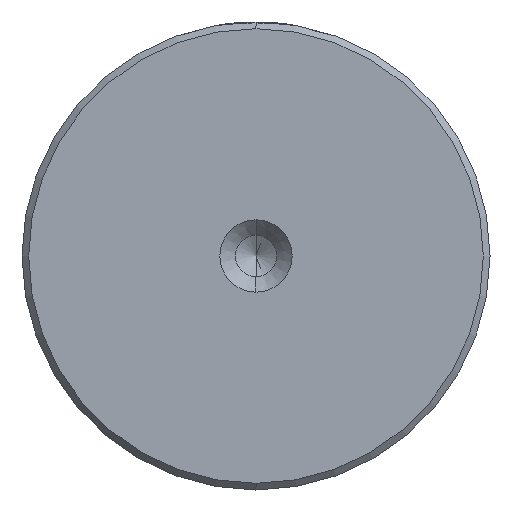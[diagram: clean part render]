
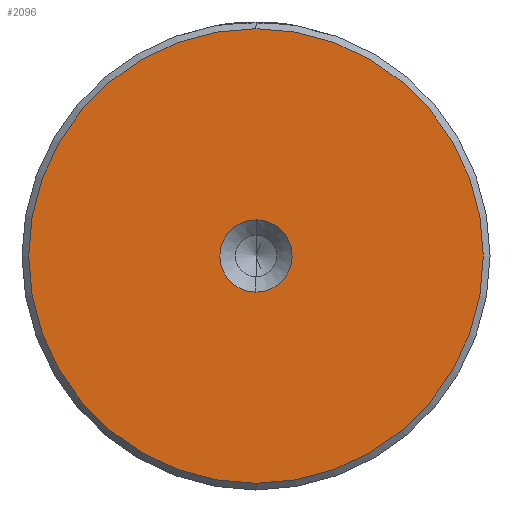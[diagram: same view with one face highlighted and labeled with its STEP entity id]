
A CAD part, left-side view. The second image highlights one B-rep face of the part: STEP entity #2096.
In plain terms, the highlighted planar face has unit normal (-1, 0, 0).
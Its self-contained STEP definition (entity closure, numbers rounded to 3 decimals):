
#5 = DIRECTION ( 'NONE',  ( 0., 0., 1. ) ) ;
#52 = EDGE_LOOP ( 'NONE', ( #582, #1524 ) ) ;
#53 = CARTESIAN_POINT ( 'NONE',  ( 0., 0., 0. ) ) ;
#58 = EDGE_LOOP ( 'NONE', ( #588, #673 ) ) ;
#156 = VERTEX_POINT ( 'NONE', #1679 ) ;
#159 = AXIS2_PLACEMENT_3D ( 'NONE', #1410, #276, #1595 ) ;
#192 = VERTEX_POINT ( 'NONE', #1324 ) ;
#224 = AXIS2_PLACEMENT_3D ( 'NONE', #2172, #1042, #2367 ) ;
#248 = AXIS2_PLACEMENT_3D ( 'NONE', #1704, #1144, #5 ) ;
#276 = DIRECTION ( 'NONE',  ( -1., 0., 0. ) ) ;
#460 = EDGE_CURVE ( 'NONE', #1719, #1541, #1063, .T. ) ;
#582 = ORIENTED_EDGE ( 'NONE', *, *, #845, .T. ) ;
#586 = CIRCLE ( 'NONE', #224, 17. ) ;
#588 = ORIENTED_EDGE ( 'NONE', *, *, #460, .F. ) ;
#673 = ORIENTED_EDGE ( 'NONE', *, *, #1333, .F. ) ;
#845 = EDGE_CURVE ( 'NONE', #192, #156, #1099, .T. ) ;
#864 = CARTESIAN_POINT ( 'NONE',  ( 0., 0., -2.7 ) ) ;
#938 = CARTESIAN_POINT ( 'NONE',  ( 0., 0., 2.7 ) ) ;
#1018 = AXIS2_PLACEMENT_3D ( 'NONE', #53, #2326, #2308 ) ;
#1042 = DIRECTION ( 'NONE',  ( -1., 0., 0. ) ) ;
#1063 = CIRCLE ( 'NONE', #1018, 2.7 ) ;
#1099 = CIRCLE ( 'NONE', #2439, 17. ) ;
#1144 = DIRECTION ( 'NONE',  ( -1., 0., 0. ) ) ;
#1324 = CARTESIAN_POINT ( 'NONE',  ( 0., 0., -17. ) ) ;
#1333 = EDGE_CURVE ( 'NONE', #1541, #1719, #1657, .T. ) ;
#1410 = CARTESIAN_POINT ( 'NONE',  ( 0., 0., 0. ) ) ;
#1465 = DIRECTION ( 'NONE',  ( 0., 0., 1. ) ) ;
#1524 = ORIENTED_EDGE ( 'NONE', *, *, #2432, .T. ) ;
#1541 = VERTEX_POINT ( 'NONE', #864 ) ;
#1595 = DIRECTION ( 'NONE',  ( 0., 0., 1. ) ) ;
#1628 = DIRECTION ( 'NONE',  ( -1., 0., 0. ) ) ;
#1639 = CARTESIAN_POINT ( 'NONE',  ( 0., 0., 0. ) ) ;
#1657 = CIRCLE ( 'NONE', #159, 2.7 ) ;
#1679 = CARTESIAN_POINT ( 'NONE',  ( 0., 0., 17. ) ) ;
#1704 = CARTESIAN_POINT ( 'NONE',  ( 0., 0., 0. ) ) ;
#1719 = VERTEX_POINT ( 'NONE', #938 ) ;
#1762 = FACE_OUTER_BOUND ( 'NONE', #52, .T. ) ;
#2096 = ADVANCED_FACE ( 'NONE', ( #1762, #2389 ), #2269, .T. ) ;
#2172 = CARTESIAN_POINT ( 'NONE',  ( 0., 0., 0. ) ) ;
#2269 = PLANE ( 'NONE',  #248 ) ;
#2308 = DIRECTION ( 'NONE',  ( 0., 0., 1. ) ) ;
#2326 = DIRECTION ( 'NONE',  ( -1., 0., 0. ) ) ;
#2367 = DIRECTION ( 'NONE',  ( 0., 0., 1. ) ) ;
#2389 = FACE_BOUND ( 'NONE', #58, .T. ) ;
#2432 = EDGE_CURVE ( 'NONE', #156, #192, #586, .T. ) ;
#2439 = AXIS2_PLACEMENT_3D ( 'NONE', #1639, #1628, #1465 ) ;
